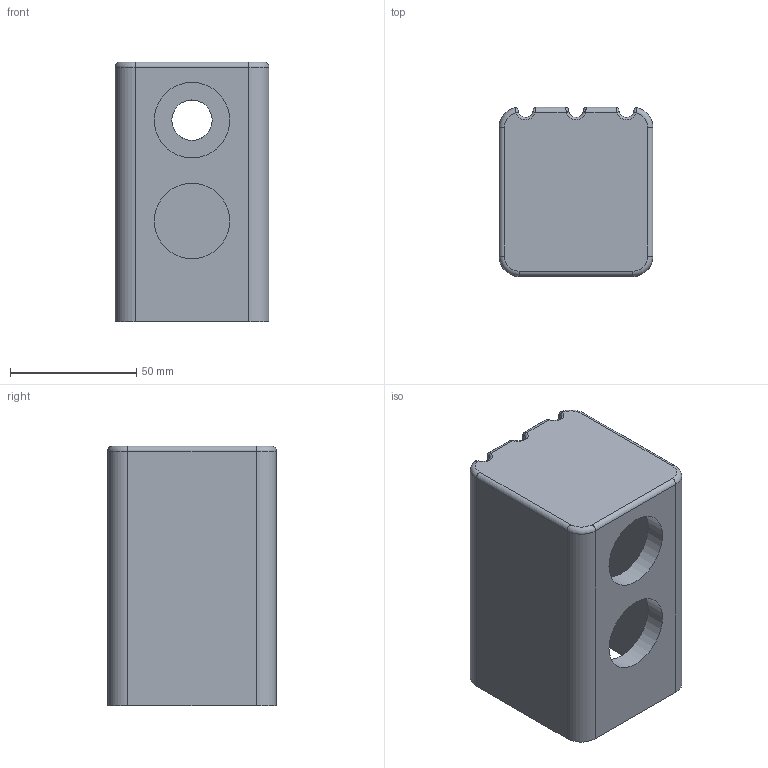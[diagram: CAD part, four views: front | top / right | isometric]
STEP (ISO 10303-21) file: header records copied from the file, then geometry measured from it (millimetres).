
FILE_DESCRIPTION(/* description */ (''),/* implementation_level */ '2;1');
FILE_NAME(/* name */ 'GB TSS 25 L.stp',/* time_stamp */ '2022-09-09T11:25:55+02:00',/* author */ ('Bruker'),/* organization */ (''),/* preprocessor_version */ 'ST-DEVELOPER v18.1',/* originating_system */ 'Autodesk Inventor 2021',/* authorisation */ '');
FILE_SCHEMA (('AUTOMOTIVE_DESIGN { 1 0 10303 214 3 1 1 }'));
Length unit declared in the file: millimetre
Products named in the file (1): GB TSS 25 L
Bounding box: 61 x 67 x 103 mm (x, y, z)
Volume: 147443.4 mm3; surface area: 50916.1 mm2
Topology: 1 solids, 1 shells, 66 faces, 164 edges, 99 vertices
Faces by surface type: cylinder 30, plane 16, torus 10, bspline 6, cone 4
Full cylindrical faces by diameter (mm): 16 x1, 30 x2
Entity records: 2524 total; most frequent: CARTESIAN_POINT 912, DIRECTION 335, ORIENTED_EDGE 328, EDGE_CURVE 164, AXIS2_PLACEMENT_3D 132, VERTEX_POINT 99, LINE 71, VECTOR 71
